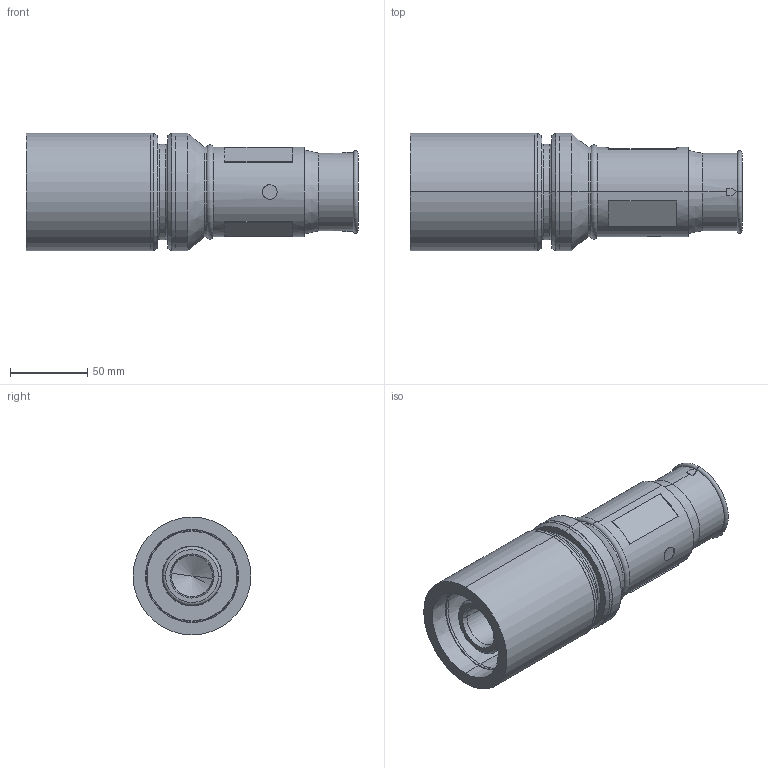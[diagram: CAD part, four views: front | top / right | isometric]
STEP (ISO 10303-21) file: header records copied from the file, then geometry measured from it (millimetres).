
FILE_DESCRIPTION (( 'STEP AP214' ), '1' );
FILE_NAME ('CATSTD-49F31-XXX.STEP', '2022-03-02T15:32:58', ( '' ), ( '' ), 'SwSTEP 2.0', 'SolidWorks 2020', '' );
FILE_SCHEMA (( 'AUTOMOTIVE_DESIGN' ));
Length unit declared in the file: inch
Products named in the file (1): CATSTD-49F31-XXX
Bounding box: 214.88 x 76.2 x 76.2 mm (x, y, z)
Volume: 456470.7 mm3; surface area: 100833.4 mm2
Topology: 1 solids, 1 shells, 138 faces, 300 edges, 180 vertices
Faces by surface type: plane 56, cylinder 42, cone 32, torus 8
Entity records: 4205 total; most frequent: DIRECTION 716, CARTESIAN_POINT 687, ORIENTED_EDGE 592, EDGE_CURVE 296, AXIS2_PLACEMENT_3D 287, VERTEX_POINT 180, EDGE_LOOP 158, CIRCLE 148
